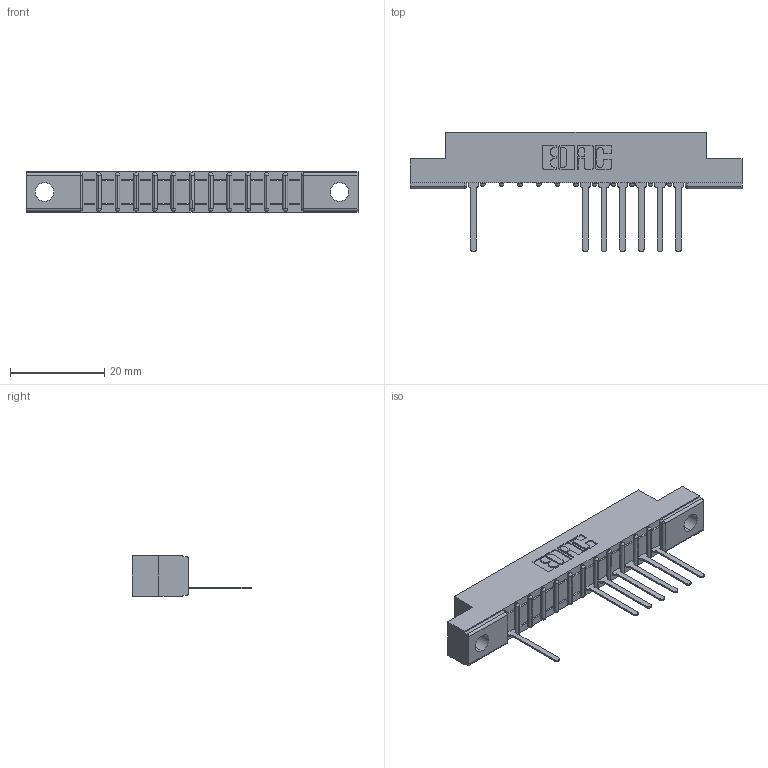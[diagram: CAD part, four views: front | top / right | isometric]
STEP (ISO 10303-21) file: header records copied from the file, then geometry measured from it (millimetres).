
FILE_DESCRIPTION (( 'STEP AP203' ), '1' );
FILE_NAME ('307-012-547-102.STEP', '2018-08-02T22:27:56', ( '' ), ( '' ), 'SwSTEP 2.0', 'SolidWorks 2016', '' );
FILE_SCHEMA (( 'CONFIG_CONTROL_DESIGN' ));
Length unit declared in the file: inch
Products named in the file (3): 307 Part_.128 Dia Mounting Holes; 307-290-001_547; 307-012-547-102
Assembly tree (8 placements, depth 2):
  307-012-547-102
    307 Part_.128 Dia Mounting Holes
    307-290-001_547  x7
Bounding box: 70.56 x 25.43 x 8.71 mm (x, y, z)
Volume: 4335.7 mm3; surface area: 5834.4 mm2
Topology: 8 solids, 8 shells, 623 faces, 1777 edges, 1138 vertices
Faces by surface type: plane 389, cylinder 208, sphere 26
Entity records: 13796 total; most frequent: CARTESIAN_POINT 2335, ORIENTED_EDGE 2326, DIRECTION 2283, EDGE_CURVE 1163, LINE 879, VECTOR 879, VERTEX_POINT 754, AXIS2_PLACEMENT_3D 702
